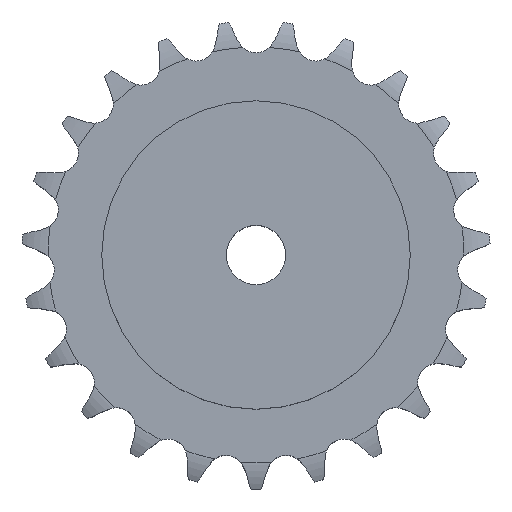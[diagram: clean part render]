
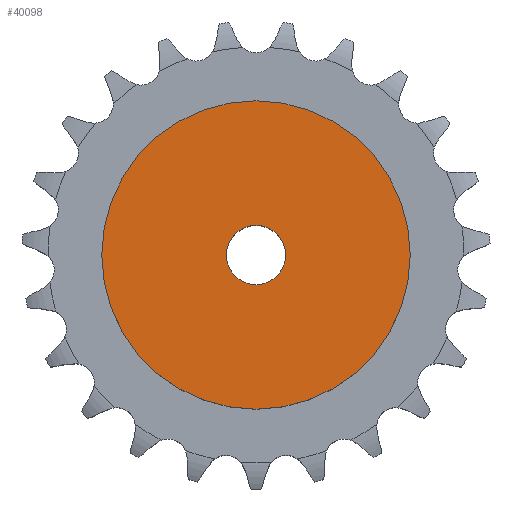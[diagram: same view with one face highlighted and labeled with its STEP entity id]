
A CAD part, top view. The second image highlights one B-rep face of the part: STEP entity #40098.
In plain terms, the highlighted planar face has unit normal (0, 0, 1).
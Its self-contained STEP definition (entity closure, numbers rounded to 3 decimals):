
#21472 = CYLINDRICAL_SURFACE('',#21473,12.5);
#21473 = AXIS2_PLACEMENT_3D('',#21474,#21475,#21476);
#21474 = CARTESIAN_POINT('',(0.,0.,311.833));
#21475 = DIRECTION('',(0.,0.,1.));
#21476 = DIRECTION('',(1.,0.,0.));
#27425 = EDGE_CURVE('',#27426,#27426,#27428,.T.);
#27426 = VERTEX_POINT('',#27427);
#27427 = CARTESIAN_POINT('',(12.5,0.,70.));
#27428 = SURFACE_CURVE('',#27429,(#27434,#27441),.PCURVE_S1.);
#27429 = CIRCLE('',#27430,12.5);
#27430 = AXIS2_PLACEMENT_3D('',#27431,#27432,#27433);
#27431 = CARTESIAN_POINT('',(0.,0.,70.));
#27432 = DIRECTION('',(0.,0.,1.));
#27433 = DIRECTION('',(1.,0.,0.));
#27434 = PCURVE('',#21472,#27435);
#27435 = DEFINITIONAL_REPRESENTATION('',(#27436),#27440);
#27436 = LINE('',#27437,#27438);
#27437 = CARTESIAN_POINT('',(0.,-241.833));
#27438 = VECTOR('',#27439,1.);
#27439 = DIRECTION('',(1.,0.));
#27440 = ( GEOMETRIC_REPRESENTATION_CONTEXT(2) 
PARAMETRIC_REPRESENTATION_CONTEXT() REPRESENTATION_CONTEXT('2D SPACE',''
  ) );
#27441 = PCURVE('',#27442,#27447);
#27442 = PLANE('',#27443);
#27443 = AXIS2_PLACEMENT_3D('',#27444,#27445,#27446);
#27444 = CARTESIAN_POINT('',(0.,0.,70.)
  );
#27445 = DIRECTION('',(0.,0.,1.));
#27446 = DIRECTION('',(1.,0.,0.));
#27447 = DEFINITIONAL_REPRESENTATION('',(#27448),#27452);
#27448 = CIRCLE('',#27449,12.5);
#27449 = AXIS2_PLACEMENT_2D('',#27450,#27451);
#27450 = CARTESIAN_POINT('',(0.,0.));
#27451 = DIRECTION('',(1.,0.));
#27452 = ( GEOMETRIC_REPRESENTATION_CONTEXT(2) 
PARAMETRIC_REPRESENTATION_CONTEXT() REPRESENTATION_CONTEXT('2D SPACE',''
  ) );
#40098 = ADVANCED_FACE('',(#40099,#40130),#27442,.T.);
#40099 = FACE_BOUND('',#40100,.T.);
#40100 = EDGE_LOOP('',(#40101));
#40101 = ORIENTED_EDGE('',*,*,#40102,.T.);
#40102 = EDGE_CURVE('',#40103,#40103,#40105,.T.);
#40103 = VERTEX_POINT('',#40104);
#40104 = CARTESIAN_POINT('',(65.,0.,70.));
#40105 = SURFACE_CURVE('',#40106,(#40111,#40118),.PCURVE_S1.);
#40106 = CIRCLE('',#40107,65.);
#40107 = AXIS2_PLACEMENT_3D('',#40108,#40109,#40110);
#40108 = CARTESIAN_POINT('',(0.,0.,70.));
#40109 = DIRECTION('',(0.,0.,1.));
#40110 = DIRECTION('',(1.,0.,0.));
#40111 = PCURVE('',#27442,#40112);
#40112 = DEFINITIONAL_REPRESENTATION('',(#40113),#40117);
#40113 = CIRCLE('',#40114,65.);
#40114 = AXIS2_PLACEMENT_2D('',#40115,#40116);
#40115 = CARTESIAN_POINT('',(0.,0.));
#40116 = DIRECTION('',(1.,0.));
#40117 = ( GEOMETRIC_REPRESENTATION_CONTEXT(2) 
PARAMETRIC_REPRESENTATION_CONTEXT() REPRESENTATION_CONTEXT('2D SPACE',''
  ) );
#40118 = PCURVE('',#40119,#40124);
#40119 = CYLINDRICAL_SURFACE('',#40120,65.);
#40120 = AXIS2_PLACEMENT_3D('',#40121,#40122,#40123);
#40121 = CARTESIAN_POINT('',(0.,0.,0.));
#40122 = DIRECTION('',(-0.,-0.,-1.));
#40123 = DIRECTION('',(1.,0.,0.));
#40124 = DEFINITIONAL_REPRESENTATION('',(#40125),#40129);
#40125 = LINE('',#40126,#40127);
#40126 = CARTESIAN_POINT('',(-0.,-70.));
#40127 = VECTOR('',#40128,1.);
#40128 = DIRECTION('',(-1.,0.));
#40129 = ( GEOMETRIC_REPRESENTATION_CONTEXT(2) 
PARAMETRIC_REPRESENTATION_CONTEXT() REPRESENTATION_CONTEXT('2D SPACE',''
  ) );
#40130 = FACE_BOUND('',#40131,.T.);
#40131 = EDGE_LOOP('',(#40132));
#40132 = ORIENTED_EDGE('',*,*,#27425,.F.);
